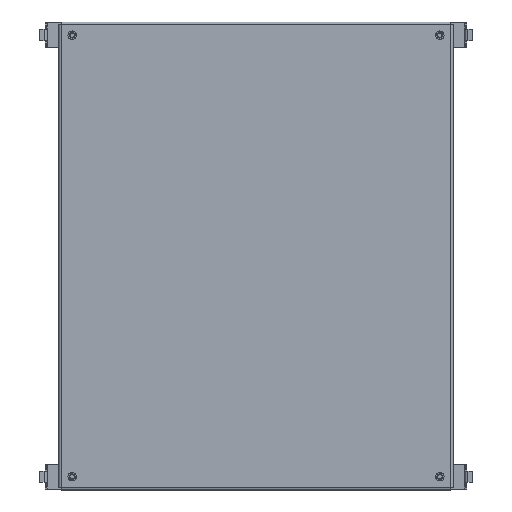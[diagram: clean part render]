
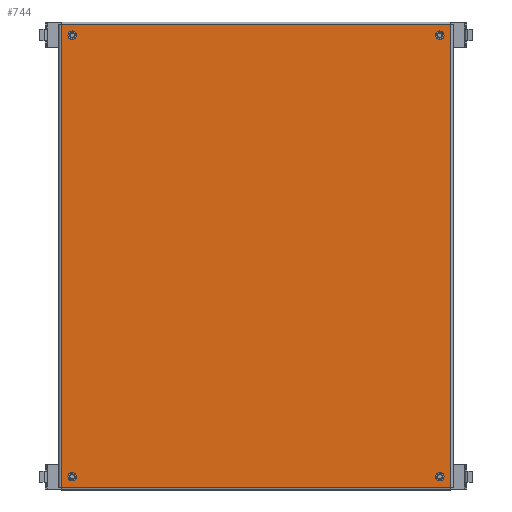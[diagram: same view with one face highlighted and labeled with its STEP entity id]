
A CAD part, front view. The second image highlights one B-rep face of the part: STEP entity #744.
In plain terms, the highlighted planar face has unit normal (0, -1, 0).
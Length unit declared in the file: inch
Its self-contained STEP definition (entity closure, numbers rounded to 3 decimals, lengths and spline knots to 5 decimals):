
#43 = EDGE_CURVE ( 'NONE', #4027, #2725, #3488, .T. ) ;
#85 = CARTESIAN_POINT ( 'NONE',  ( 12.125, 0., -14.5625 ) ) ;
#99 = CARTESIAN_POINT ( 'NONE',  ( 12.125, 0., 14.84375 ) ) ;
#119 = FACE_BOUND ( 'NONE', #1293, .T. ) ;
#148 = CIRCLE ( 'NONE', #5606, 0.28125 ) ;
#149 = AXIS2_PLACEMENT_3D ( 'NONE', #85, #5389, #2738 ) ;
#195 = VERTEX_POINT ( 'NONE', #5450 ) ;
#282 = CIRCLE ( 'NONE', #2770, 0.28125 ) ;
#306 = LINE ( 'NONE', #5362, #2244 ) ;
#358 = EDGE_CURVE ( 'NONE', #3162, #4838, #2878, .T. ) ;
#421 = CARTESIAN_POINT ( 'NONE',  ( -12.125, 0., -14.5625 ) ) ;
#446 = EDGE_CURVE ( 'NONE', #195, #4525, #4675, .T. ) ;
#510 = EDGE_LOOP ( 'NONE', ( #1159, #4699 ) ) ;
#563 = DIRECTION ( 'NONE',  ( 0., 0., 1. ) ) ;
#685 = CARTESIAN_POINT ( 'NONE',  ( -12.857, 0., 15.2945 ) ) ;
#744 = ADVANCED_FACE ( 'NONE', ( #2818, #1913, #1358, #119, #4414 ), #4840, .F. ) ;
#852 = CARTESIAN_POINT ( 'NONE',  ( 12.125, 0., -14.84375 ) ) ;
#858 = VERTEX_POINT ( 'NONE', #2681 ) ;
#891 = AXIS2_PLACEMENT_3D ( 'NONE', #5083, #4621, #3390 ) ;
#915 = EDGE_CURVE ( 'NONE', #858, #2525, #4347, .T. ) ;
#944 = DIRECTION ( 'NONE',  ( -1., 0., 0. ) ) ;
#956 = DIRECTION ( 'NONE',  ( 0., 1., 0. ) ) ;
#999 = VECTOR ( 'NONE', #2391, 39.37008 ) ;
#1012 = ORIENTED_EDGE ( 'NONE', *, *, #1033, .T. ) ;
#1017 = EDGE_LOOP ( 'NONE', ( #2022, #2509 ) ) ;
#1033 = EDGE_CURVE ( 'NONE', #4525, #195, #5637, .T. ) ;
#1109 = AXIS2_PLACEMENT_3D ( 'NONE', #4712, #3457, #4320 ) ;
#1116 = CARTESIAN_POINT ( 'NONE',  ( 12.125, 0., 14.5625 ) ) ;
#1133 = LINE ( 'NONE', #5480, #2029 ) ;
#1159 = ORIENTED_EDGE ( 'NONE', *, *, #43, .T. ) ;
#1293 = EDGE_LOOP ( 'NONE', ( #4364, #5026 ) ) ;
#1320 = DIRECTION ( 'NONE',  ( 0., 0., 1. ) ) ;
#1333 = CARTESIAN_POINT ( 'NONE',  ( -12.857, 0., -15.2945 ) ) ;
#1334 = AXIS2_PLACEMENT_3D ( 'NONE', #2633, #956, #5205 ) ;
#1358 = FACE_BOUND ( 'NONE', #3778, .T. ) ;
#1428 = CARTESIAN_POINT ( 'NONE',  ( 12.857, 0., -15.2945 ) ) ;
#1598 = AXIS2_PLACEMENT_3D ( 'NONE', #421, #5594, #3886 ) ;
#1614 = VERTEX_POINT ( 'NONE', #4239 ) ;
#1640 = DIRECTION ( 'NONE',  ( 0., 1., 0. ) ) ;
#1642 = CARTESIAN_POINT ( 'NONE',  ( -12.125, 0., 14.5625 ) ) ;
#1711 = DIRECTION ( 'NONE',  ( 0., 0., 1. ) ) ;
#1836 = CARTESIAN_POINT ( 'NONE',  ( -12.857, 0., -15.2945 ) ) ;
#1856 = CARTESIAN_POINT ( 'NONE',  ( -12.125, 0., -14.28125 ) ) ;
#1913 = FACE_BOUND ( 'NONE', #1017, .T. ) ;
#1938 = VERTEX_POINT ( 'NONE', #1428 ) ;
#2022 = ORIENTED_EDGE ( 'NONE', *, *, #915, .T. ) ;
#2029 = VECTOR ( 'NONE', #2443, 39.37008 ) ;
#2080 = VERTEX_POINT ( 'NONE', #1836 ) ;
#2090 = EDGE_CURVE ( 'NONE', #1938, #2080, #2751, .T. ) ;
#2244 = VECTOR ( 'NONE', #563, 39.37008 ) ;
#2245 = CARTESIAN_POINT ( 'NONE',  ( 12.125, 0., -14.5625 ) ) ;
#2271 = ORIENTED_EDGE ( 'NONE', *, *, #2090, .F. ) ;
#2391 = DIRECTION ( 'NONE',  ( 0., 0., -1. ) ) ;
#2392 = ORIENTED_EDGE ( 'NONE', *, *, #2952, .F. ) ;
#2443 = DIRECTION ( 'NONE',  ( 1., 0., 0. ) ) ;
#2509 = ORIENTED_EDGE ( 'NONE', *, *, #4439, .T. ) ;
#2510 = AXIS2_PLACEMENT_3D ( 'NONE', #1642, #5101, #4235 ) ;
#2525 = VERTEX_POINT ( 'NONE', #852 ) ;
#2633 = CARTESIAN_POINT ( 'NONE',  ( -12.857, 0., 15.2945 ) ) ;
#2679 = VECTOR ( 'NONE', #944, 39.37008 ) ;
#2681 = CARTESIAN_POINT ( 'NONE',  ( 12.125, 0., -14.28125 ) ) ;
#2694 = DIRECTION ( 'NONE',  ( 0., 1., 0. ) ) ;
#2725 = VERTEX_POINT ( 'NONE', #4517 ) ;
#2732 = ORIENTED_EDGE ( 'NONE', *, *, #3240, .F. ) ;
#2733 = EDGE_CURVE ( 'NONE', #1614, #1938, #3954, .T. ) ;
#2738 = DIRECTION ( 'NONE',  ( 0., 0., 1. ) ) ;
#2742 = VERTEX_POINT ( 'NONE', #685 ) ;
#2751 = LINE ( 'NONE', #1333, #2679 ) ;
#2770 = AXIS2_PLACEMENT_3D ( 'NONE', #3063, #4303, #1711 ) ;
#2818 = FACE_OUTER_BOUND ( 'NONE', #4258, .T. ) ;
#2878 = CIRCLE ( 'NONE', #2510, 0.28125 ) ;
#2952 = EDGE_CURVE ( 'NONE', #2080, #2742, #306, .T. ) ;
#2979 = CARTESIAN_POINT ( 'NONE',  ( -12.125, 0., 14.84375 ) ) ;
#3011 = ORIENTED_EDGE ( 'NONE', *, *, #446, .T. ) ;
#3063 = CARTESIAN_POINT ( 'NONE',  ( -12.125, 0., -14.5625 ) ) ;
#3162 = VERTEX_POINT ( 'NONE', #3710 ) ;
#3240 = EDGE_CURVE ( 'NONE', #2742, #1614, #1133, .T. ) ;
#3390 = DIRECTION ( 'NONE',  ( 0., 0., 1. ) ) ;
#3457 = DIRECTION ( 'NONE',  ( 0., 1., 0. ) ) ;
#3488 = CIRCLE ( 'NONE', #1598, 0.28125 ) ;
#3658 = CARTESIAN_POINT ( 'NONE',  ( 12.857, 0., 15.2945 ) ) ;
#3710 = CARTESIAN_POINT ( 'NONE',  ( -12.125, 0., 14.28125 ) ) ;
#3778 = EDGE_LOOP ( 'NONE', ( #1012, #3011 ) ) ;
#3886 = DIRECTION ( 'NONE',  ( 0., 0., 1. ) ) ;
#3954 = LINE ( 'NONE', #3658, #999 ) ;
#4027 = VERTEX_POINT ( 'NONE', #1856 ) ;
#4184 = CIRCLE ( 'NONE', #891, 0.28125 ) ;
#4235 = DIRECTION ( 'NONE',  ( 0., 0., 1. ) ) ;
#4239 = CARTESIAN_POINT ( 'NONE',  ( 12.857, 0., 15.2945 ) ) ;
#4258 = EDGE_LOOP ( 'NONE', ( #2271, #4929, #2732, #2392 ) ) ;
#4303 = DIRECTION ( 'NONE',  ( 0., 1., 0. ) ) ;
#4320 = DIRECTION ( 'NONE',  ( 0., 0., 1. ) ) ;
#4347 = CIRCLE ( 'NONE', #149, 0.28125 ) ;
#4364 = ORIENTED_EDGE ( 'NONE', *, *, #4757, .T. ) ;
#4414 = FACE_BOUND ( 'NONE', #510, .T. ) ;
#4439 = EDGE_CURVE ( 'NONE', #2525, #858, #148, .T. ) ;
#4463 = AXIS2_PLACEMENT_3D ( 'NONE', #1116, #1640, #4663 ) ;
#4517 = CARTESIAN_POINT ( 'NONE',  ( -12.125, 0., -14.84375 ) ) ;
#4525 = VERTEX_POINT ( 'NONE', #99 ) ;
#4621 = DIRECTION ( 'NONE',  ( 0., 1., 0. ) ) ;
#4663 = DIRECTION ( 'NONE',  ( 0., 0., 1. ) ) ;
#4675 = CIRCLE ( 'NONE', #1109, 0.28125 ) ;
#4699 = ORIENTED_EDGE ( 'NONE', *, *, #5403, .T. ) ;
#4712 = CARTESIAN_POINT ( 'NONE',  ( 12.125, 0., 14.5625 ) ) ;
#4757 = EDGE_CURVE ( 'NONE', #4838, #3162, #4184, .T. ) ;
#4838 = VERTEX_POINT ( 'NONE', #2979 ) ;
#4840 = PLANE ( 'NONE',  #1334 ) ;
#4929 = ORIENTED_EDGE ( 'NONE', *, *, #2733, .F. ) ;
#5026 = ORIENTED_EDGE ( 'NONE', *, *, #358, .T. ) ;
#5083 = CARTESIAN_POINT ( 'NONE',  ( -12.125, 0., 14.5625 ) ) ;
#5101 = DIRECTION ( 'NONE',  ( 0., 1., 0. ) ) ;
#5205 = DIRECTION ( 'NONE',  ( 0., 0., 1. ) ) ;
#5362 = CARTESIAN_POINT ( 'NONE',  ( -12.857, 0., 15.2945 ) ) ;
#5389 = DIRECTION ( 'NONE',  ( 0., 1., 0. ) ) ;
#5403 = EDGE_CURVE ( 'NONE', #2725, #4027, #282, .T. ) ;
#5450 = CARTESIAN_POINT ( 'NONE',  ( 12.125, 0., 14.28125 ) ) ;
#5480 = CARTESIAN_POINT ( 'NONE',  ( -12.857, 0., 15.2945 ) ) ;
#5594 = DIRECTION ( 'NONE',  ( 0., 1., 0. ) ) ;
#5606 = AXIS2_PLACEMENT_3D ( 'NONE', #2245, #2694, #1320 ) ;
#5637 = CIRCLE ( 'NONE', #4463, 0.28125 ) ;
